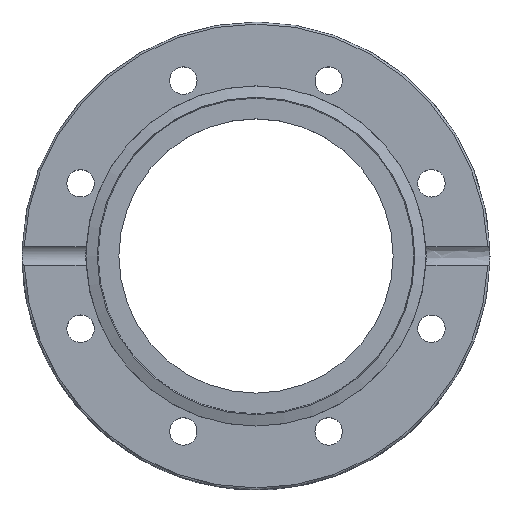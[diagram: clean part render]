
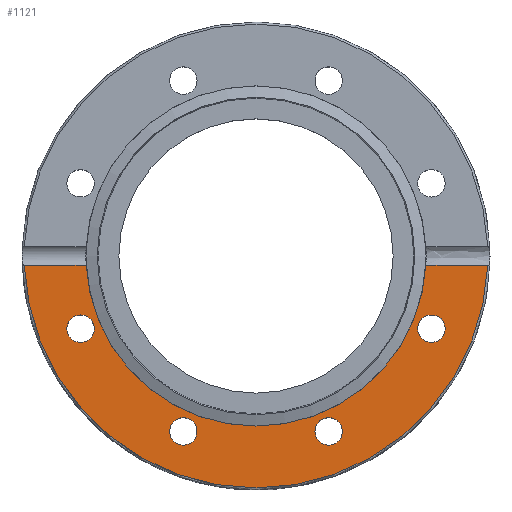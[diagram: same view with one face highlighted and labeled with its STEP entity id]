
A CAD part, top view. The second image highlights one B-rep face of the part: STEP entity #1121.
In plain terms, the highlighted planar face has unit normal (0, 0, 1).
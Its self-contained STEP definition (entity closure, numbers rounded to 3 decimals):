
#422=CARTESIAN_POINT('',(40.195,-19.973,17.5));
#423=VERTEX_POINT('',#422);
#424=CARTESIAN_POINT('',(42.545,-17.623,17.5));
#425=DIRECTION('',(0.0,0.0,-1.0));
#426=DIRECTION('',(-0.707,-0.707,0.0));
#427=AXIS2_PLACEMENT_3D('',#424,#425,#426);
#428=CIRCLE('',#427,3.324);
#429=EDGE_CURVE('',#423,#423,#428,.T.);
#463=CARTESIAN_POINT('',(14.299,-42.545,17.5));
#464=VERTEX_POINT('',#463);
#465=CARTESIAN_POINT('',(17.623,-42.545,17.5));
#466=DIRECTION('',(0.0,0.0,-1.0));
#467=DIRECTION('',(-1.0,0.0,0.0));
#468=AXIS2_PLACEMENT_3D('',#465,#466,#467);
#469=CIRCLE('',#468,3.324);
#470=EDGE_CURVE('',#464,#464,#469,.T.);
#504=CARTESIAN_POINT('',(-19.973,-40.195,17.5));
#505=VERTEX_POINT('',#504);
#506=CARTESIAN_POINT('',(-17.623,-42.545,17.5));
#507=DIRECTION('',(0.0,0.0,-1.0));
#508=DIRECTION('',(-0.707,0.707,0.0));
#509=AXIS2_PLACEMENT_3D('',#506,#507,#508);
#510=CIRCLE('',#509,3.324);
#511=EDGE_CURVE('',#505,#505,#510,.T.);
#545=CARTESIAN_POINT('',(-42.545,-14.299,17.5));
#546=VERTEX_POINT('',#545);
#547=CARTESIAN_POINT('',(-42.545,-17.623,17.5));
#548=DIRECTION('',(0.0,0.0,-1.0));
#549=DIRECTION('',(0.0,1.0,0.0));
#550=AXIS2_PLACEMENT_3D('',#547,#548,#549);
#551=CIRCLE('',#550,3.324);
#552=EDGE_CURVE('',#546,#546,#551,.T.);
#697=CARTESIAN_POINT('',(56.206,-2.236,17.5));
#698=VERTEX_POINT('',#697);
#699=CARTESIAN_POINT('',(41.189,-2.236,17.5));
#700=VERTEX_POINT('',#699);
#701=CARTESIAN_POINT('',(56.206,-2.236,17.5));
#702=DIRECTION('',(-1.0,0.0,0.0));
#703=VECTOR('',#702,15.016);
#704=LINE('',#701,#703);
#705=EDGE_CURVE('',#698,#700,#704,.T.);
#824=CARTESIAN_POINT('',(-41.189,-2.236,17.5));
#825=VERTEX_POINT('',#824);
#851=CARTESIAN_POINT('',(0.0,0.,17.5));
#852=DIRECTION('',(0.0,0.0,-1.0));
#853=DIRECTION('',(0.0,-1.0,0.0));
#854=AXIS2_PLACEMENT_3D('',#851,#852,#853);
#855=CIRCLE('',#854,41.25);
#856=EDGE_CURVE('',#700,#825,#855,.T.);
#960=CARTESIAN_POINT('',(-56.206,-2.236,17.5));
#961=VERTEX_POINT('',#960);
#977=CARTESIAN_POINT('',(-41.189,-2.236,17.5));
#978=DIRECTION('',(-1.0,0.0,0.0));
#979=VECTOR('',#978,15.016);
#980=LINE('',#977,#979);
#981=EDGE_CURVE('',#825,#961,#980,.T.);
#1086=CARTESIAN_POINT('',(0.0,0.0,17.5));
#1087=DIRECTION('',(0.0,0.0,-1.0));
#1088=DIRECTION('',(-1.0,0.0,0.0));
#1089=AXIS2_PLACEMENT_3D('',#1086,#1087,#1088);
#1090=CIRCLE('',#1089,56.25);
#1091=EDGE_CURVE('',#698,#961,#1090,.T.);
#1098=CARTESIAN_POINT('',(0.0,0.0,17.5));
#1099=DIRECTION('',(0.0,0.0,-1.0));
#1100=DIRECTION('',(-1.0,0.0,0.0));
#1101=AXIS2_PLACEMENT_3D('',#1098,#1099,#1100);
#1102=PLANE('',#1101);
#1103=ORIENTED_EDGE('',*,*,#705,.T.);
#1104=ORIENTED_EDGE('',*,*,#856,.T.);
#1105=ORIENTED_EDGE('',*,*,#981,.T.);
#1106=ORIENTED_EDGE('',*,*,#1091,.F.);
#1107=EDGE_LOOP('',(#1103,#1104,#1105,#1106));
#1108=FACE_OUTER_BOUND('',#1107,.T.);
#1109=ORIENTED_EDGE('',*,*,#429,.T.);
#1110=EDGE_LOOP('',(#1109));
#1111=FACE_BOUND('',#1110,.T.);
#1112=ORIENTED_EDGE('',*,*,#470,.T.);
#1113=EDGE_LOOP('',(#1112));
#1114=FACE_BOUND('',#1113,.T.);
#1115=ORIENTED_EDGE('',*,*,#511,.T.);
#1116=EDGE_LOOP('',(#1115));
#1117=FACE_BOUND('',#1116,.T.);
#1118=ORIENTED_EDGE('',*,*,#552,.T.);
#1119=EDGE_LOOP('',(#1118));
#1120=FACE_BOUND('',#1119,.T.);
#1121=ADVANCED_FACE('',(#1108,#1111,#1114,#1117,#1120),#1102,.F.);
